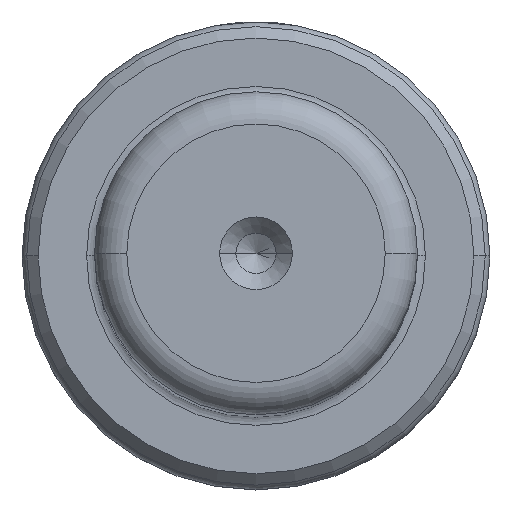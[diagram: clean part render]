
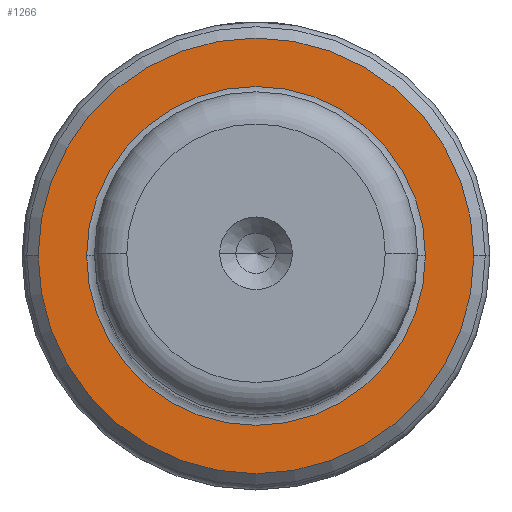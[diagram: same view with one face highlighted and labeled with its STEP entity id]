
A CAD part, top view. The second image highlights one B-rep face of the part: STEP entity #1266.
In plain terms, the highlighted planar face has unit normal (0, 0, 1).
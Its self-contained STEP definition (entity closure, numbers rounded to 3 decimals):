
#57 = CIRCLE ( 'NONE', #419, 13.5 ) ;
#88 = DIRECTION ( 'NONE',  ( 0., 0., -1. ) ) ;
#93 = EDGE_CURVE ( 'NONE', #283, #2904, #1944, .T. ) ;
#177 = CIRCLE ( 'NONE', #2728, 10.5 ) ;
#234 = EDGE_LOOP ( 'NONE', ( #2344, #2196 ) ) ;
#268 = DIRECTION ( 'NONE',  ( 0., 0., 1. ) ) ;
#283 = VERTEX_POINT ( 'NONE', #1649 ) ;
#419 = AXIS2_PLACEMENT_3D ( 'NONE', #2252, #268, #3046 ) ;
#470 = AXIS2_PLACEMENT_3D ( 'NONE', #1238, #724, #1506 ) ;
#487 = CARTESIAN_POINT ( 'NONE',  ( 0., 0., 20. ) ) ;
#496 = CARTESIAN_POINT ( 'NONE',  ( 0., 0., 20. ) ) ;
#508 = CARTESIAN_POINT ( 'NONE',  ( 0., 0., 20. ) ) ;
#530 = FACE_BOUND ( 'NONE', #234, .T. ) ;
#711 = EDGE_LOOP ( 'NONE', ( #1862, #1772 ) ) ;
#717 = DIRECTION ( 'NONE',  ( 1., 0., 0. ) ) ;
#724 = DIRECTION ( 'NONE',  ( 0., 0., 1. ) ) ;
#837 = VERTEX_POINT ( 'NONE', #1479 ) ;
#839 = CIRCLE ( 'NONE', #3028, 13.5 ) ;
#881 = EDGE_CURVE ( 'NONE', #1143, #837, #57, .T. ) ;
#964 = DIRECTION ( 'NONE',  ( -1., 0., 0. ) ) ;
#1143 = VERTEX_POINT ( 'NONE', #2231 ) ;
#1219 = DIRECTION ( 'NONE',  ( -1., 0., 0. ) ) ;
#1238 = CARTESIAN_POINT ( 'NONE',  ( 0., 0., 20. ) ) ;
#1266 = ADVANCED_FACE ( 'NONE', ( #2041, #530 ), #2537, .T. ) ;
#1479 = CARTESIAN_POINT ( 'NONE',  ( -13.5, 0., 20. ) ) ;
#1506 = DIRECTION ( 'NONE',  ( 1., 0., 0. ) ) ;
#1649 = CARTESIAN_POINT ( 'NONE',  ( -10.5, 0., 20. ) ) ;
#1772 = ORIENTED_EDGE ( 'NONE', *, *, #881, .T. ) ;
#1862 = ORIENTED_EDGE ( 'NONE', *, *, #2485, .T. ) ;
#1944 = CIRCLE ( 'NONE', #3221, 10.5 ) ;
#2026 = DIRECTION ( 'NONE',  ( 0., 0., -1. ) ) ;
#2041 = FACE_OUTER_BOUND ( 'NONE', #711, .T. ) ;
#2053 = CARTESIAN_POINT ( 'NONE',  ( 10.5, 0., 20. ) ) ;
#2081 = DIRECTION ( 'NONE',  ( 0., 0., 1. ) ) ;
#2196 = ORIENTED_EDGE ( 'NONE', *, *, #2502, .T. ) ;
#2231 = CARTESIAN_POINT ( 'NONE',  ( 13.5, 0., 20. ) ) ;
#2252 = CARTESIAN_POINT ( 'NONE',  ( 0., 0., 20. ) ) ;
#2344 = ORIENTED_EDGE ( 'NONE', *, *, #93, .T. ) ;
#2485 = EDGE_CURVE ( 'NONE', #837, #1143, #839, .T. ) ;
#2502 = EDGE_CURVE ( 'NONE', #2904, #283, #177, .T. ) ;
#2537 = PLANE ( 'NONE',  #470 ) ;
#2728 = AXIS2_PLACEMENT_3D ( 'NONE', #496, #88, #964 ) ;
#2904 = VERTEX_POINT ( 'NONE', #2053 ) ;
#3028 = AXIS2_PLACEMENT_3D ( 'NONE', #508, #2081, #717 ) ;
#3046 = DIRECTION ( 'NONE',  ( 1., 0., 0. ) ) ;
#3221 = AXIS2_PLACEMENT_3D ( 'NONE', #487, #2026, #1219 ) ;
